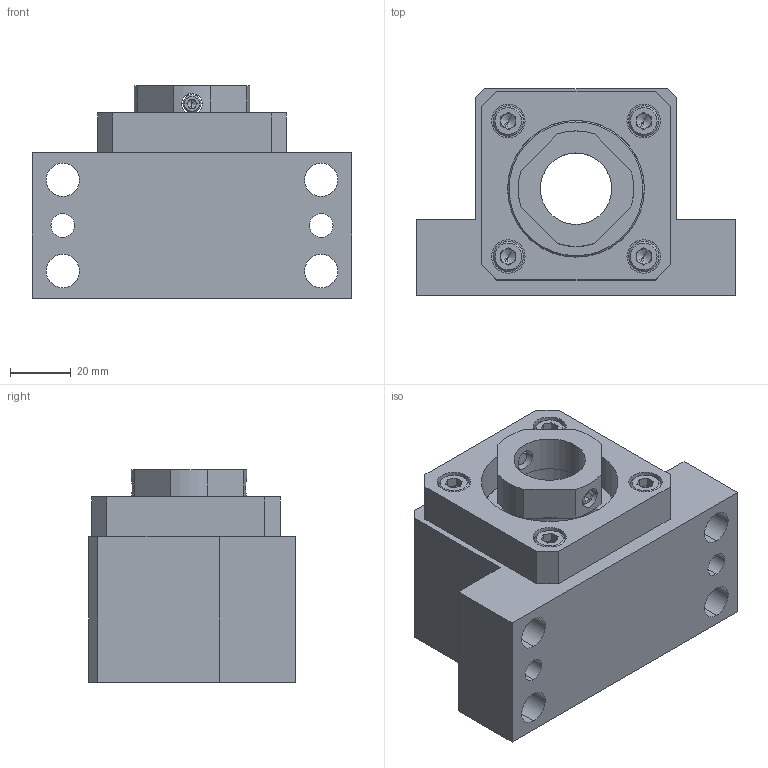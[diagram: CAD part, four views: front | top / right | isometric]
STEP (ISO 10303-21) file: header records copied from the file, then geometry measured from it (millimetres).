
FILE_DESCRIPTION (( 'STEP AP203' ), '1' );
FILE_NAME ('EK25.STEP', '2014-11-13T06:34:26', ( 'woni' ), ( '' ), 'SwSTEP 2.0', 'SolidWorks 2013', '' );
FILE_SCHEMA (( 'CONFIG_CONTROL_DESIGN' ));
Length unit declared in the file: millimetre
Products named in the file (9): EK25 COVER; STSSCW-M6x1P-5L-endtype_F_SM20C^EK25; 7205A; EK25 OILSEAL; HSBOLT-M6x12L_SM20C^EK25; EK25 COLLAR; EK25 BLOCK; M25 LOCK NUT; EK25
Assembly tree (15 placements, depth 2):
  EK25
    EK25 BLOCK
    7205A  x2
    EK25 COLLAR  x2
    EK25 COVER
    EK25 OILSEAL  x2
    M25 LOCK NUT
    STSSCW-M6x1P-5L-endtype_F_SM20C^EK25  x2
    HSBOLT-M6x12L_SM20C^EK25  x4
Bounding box: 105 x 68 x 70 mm (x, y, z)
Volume: 247447.8 mm3; surface area: 82230.7 mm2
Topology: 15 solids, 15 shells, 368 faces, 817 edges, 484 vertices
Faces by surface type: plane 135, cylinder 111, cone 94, bspline 20, torus 8
Entity records: 7771 total; most frequent: CARTESIAN_POINT 1791, DIRECTION 1093, ORIENTED_EDGE 930, EDGE_CURVE 465, AXIS2_PLACEMENT_3D 427, VERTEX_POINT 290, EDGE_LOOP 259, VECTOR 239
